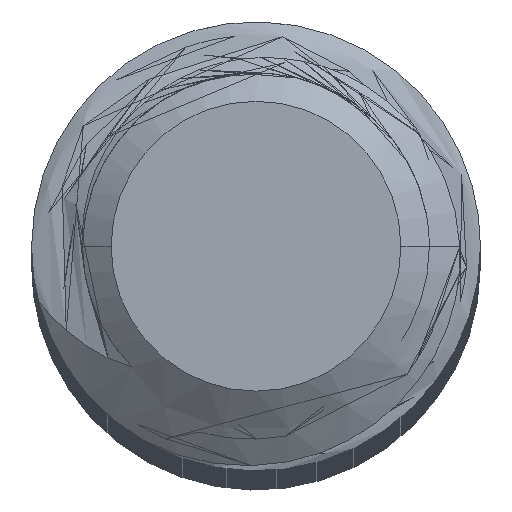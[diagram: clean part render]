
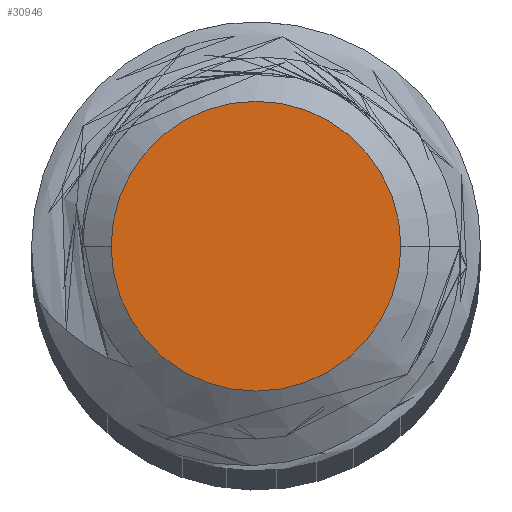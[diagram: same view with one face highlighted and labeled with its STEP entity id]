
A CAD part, top view. The second image highlights one B-rep face of the part: STEP entity #30946.
In plain terms, the highlighted planar face has unit normal (0, 0, 1).
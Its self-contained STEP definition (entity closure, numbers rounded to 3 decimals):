
#4 = EDGE_LOOP ( 'NONE', ( #30039, #10747 ) ) ;
#959 = CIRCLE ( 'NONE', #20598, 1.291 ) ;
#3062 = PLANE ( 'NONE',  #15318 ) ;
#8375 = VERTEX_POINT ( 'NONE', #24703 ) ;
#10489 = CARTESIAN_POINT ( 'NONE',  ( 0., 0., 0. ) ) ;
#10747 = ORIENTED_EDGE ( 'NONE', *, *, #21330, .T. ) ;
#10880 = VERTEX_POINT ( 'NONE', #30478 ) ;
#11204 = DIRECTION ( 'NONE',  ( 1., 0., 0. ) ) ;
#13141 = DIRECTION ( 'NONE',  ( 0., 0., 1. ) ) ;
#15318 = AXIS2_PLACEMENT_3D ( 'NONE', #26336, #16364, #11204 ) ;
#15663 = CIRCLE ( 'NONE', #18913, 1.291 ) ;
#16364 = DIRECTION ( 'NONE',  ( 0., 0., 1. ) ) ;
#18913 = AXIS2_PLACEMENT_3D ( 'NONE', #32183, #27295, #21876 ) ;
#20598 = AXIS2_PLACEMENT_3D ( 'NONE', #10489, #13141, #28191 ) ;
#21025 = EDGE_CURVE ( 'NONE', #8375, #10880, #15663, .T. ) ;
#21330 = EDGE_CURVE ( 'NONE', #10880, #8375, #959, .T. ) ;
#21876 = DIRECTION ( 'NONE',  ( 1., 0., 0. ) ) ;
#24703 = CARTESIAN_POINT ( 'NONE',  ( -1.291, 0., 0. ) ) ;
#26336 = CARTESIAN_POINT ( 'NONE',  ( 0., 0., 0. ) ) ;
#27295 = DIRECTION ( 'NONE',  ( 0., 0., 1. ) ) ;
#28191 = DIRECTION ( 'NONE',  ( 1., 0., 0. ) ) ;
#30039 = ORIENTED_EDGE ( 'NONE', *, *, #21025, .T. ) ;
#30478 = CARTESIAN_POINT ( 'NONE',  ( 1.291, 0., 0. ) ) ;
#30946 = ADVANCED_FACE ( 'NONE', ( #32341 ), #3062, .T. ) ;
#32183 = CARTESIAN_POINT ( 'NONE',  ( 0., 0., 0. ) ) ;
#32341 = FACE_OUTER_BOUND ( 'NONE', #4, .T. ) ;
